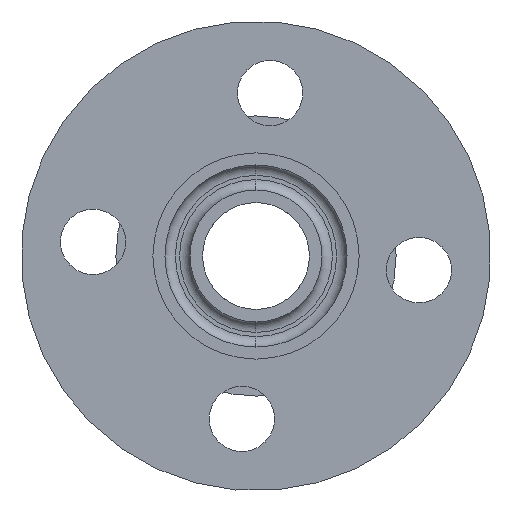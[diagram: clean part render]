
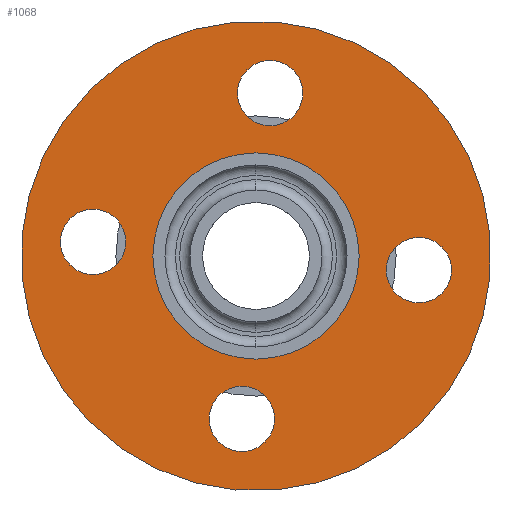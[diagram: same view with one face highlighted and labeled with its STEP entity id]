
A CAD part, left-side view. The second image highlights one B-rep face of the part: STEP entity #1068.
In plain terms, the highlighted planar face has unit normal (-1, 0, 0).
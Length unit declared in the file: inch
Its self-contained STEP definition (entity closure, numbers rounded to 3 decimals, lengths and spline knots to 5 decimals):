
#2 = DIRECTION ( 'NONE',  ( 1., 0., 0. ) ) ;
#16 = DIRECTION ( 'NONE',  ( 1., 0., 0. ) ) ;
#25 = AXIS2_PLACEMENT_3D ( 'NONE', #1109, #36, #921 ) ;
#27 = VERTEX_POINT ( 'NONE', #1389 ) ;
#31 = ORIENTED_EDGE ( 'NONE', *, *, #821, .F. ) ;
#36 = DIRECTION ( 'NONE',  ( 1., 0., 0. ) ) ;
#66 = DIRECTION ( 'NONE',  ( 0., 0.086, -0.996 ) ) ;
#72 = VERTEX_POINT ( 'NONE', #663 ) ;
#86 = EDGE_CURVE ( 'NONE', #1510, #908, #752, .T. ) ;
#90 = EDGE_LOOP ( 'NONE', ( #123, #800 ) ) ;
#94 = FACE_BOUND ( 'NONE', #90, .T. ) ;
#110 = AXIS2_PLACEMENT_3D ( 'NONE', #1159, #894, #661 ) ;
#117 = ORIENTED_EDGE ( 'NONE', *, *, #685, .T. ) ;
#119 = CARTESIAN_POINT ( 'NONE',  ( -0.50375, 0., 0. ) ) ;
#123 = ORIENTED_EDGE ( 'NONE', *, *, #202, .T. ) ;
#130 = AXIS2_PLACEMENT_3D ( 'NONE', #939, #16, #146 ) ;
#143 = CIRCLE ( 'NONE', #448, 0.827 ) ;
#146 = DIRECTION ( 'NONE',  ( 0., 0.086, -0.996 ) ) ;
#151 = DIRECTION ( 'NONE',  ( 0., 0.996, 0.086 ) ) ;
#174 = CARTESIAN_POINT ( 'NONE',  ( -0.50375, 0.16192, -1.868 ) ) ;
#176 = FACE_BOUND ( 'NONE', #602, .T. ) ;
#181 = EDGE_CURVE ( 'NONE', #655, #72, #801, .T. ) ;
#199 = DIRECTION ( 'NONE',  ( 1., 0., 0. ) ) ;
#202 = EDGE_CURVE ( 'NONE', #1475, #862, #671, .T. ) ;
#207 = EDGE_CURVE ( 'NONE', #72, #655, #318, .T. ) ;
#225 = DIRECTION ( 'NONE',  ( 1., 0., 0. ) ) ;
#226 = PLANE ( 'NONE',  #1203 ) ;
#228 = AXIS2_PLACEMENT_3D ( 'NONE', #876, #475, #431 ) ;
#255 = DIRECTION ( 'NONE',  ( 1., 0., 0. ) ) ;
#256 = CARTESIAN_POINT ( 'NONE',  ( -0.50375, 0.07142, -0.82391 ) ) ;
#287 = CARTESIAN_POINT ( 'NONE',  ( -0.50375, 1.55666, 0.13494 ) ) ;
#291 = EDGE_LOOP ( 'NONE', ( #1432, #1458 ) ) ;
#293 = CARTESIAN_POINT ( 'NONE',  ( -0.50375, -1.52968, -0.44627 ) ) ;
#318 = CIRCLE ( 'NONE', #1048, 0.3125 ) ;
#343 = AXIS2_PLACEMENT_3D ( 'NONE', #1154, #1401, #1512 ) ;
#345 = EDGE_LOOP ( 'NONE', ( #1168, #481 ) ) ;
#346 = CIRCLE ( 'NONE', #228, 0.3125 ) ;
#405 = EDGE_CURVE ( 'NONE', #862, #1475, #346, .T. ) ;
#431 = DIRECTION ( 'NONE',  ( 0., -0.996, -0.086 ) ) ;
#445 = DIRECTION ( 'NONE',  ( 0., 0.086, -0.996 ) ) ;
#448 = AXIS2_PLACEMENT_3D ( 'NONE', #119, #199, #445 ) ;
#457 = CIRCLE ( 'NONE', #343, 2.244 ) ;
#475 = DIRECTION ( 'NONE',  ( 1., 0., 0. ) ) ;
#481 = ORIENTED_EDGE ( 'NONE', *, *, #1134, .T. ) ;
#486 = ORIENTED_EDGE ( 'NONE', *, *, #1267, .F. ) ;
#522 = CARTESIAN_POINT ( 'NONE',  ( -0.50375, -0.13494, 1.55666 ) ) ;
#527 = EDGE_LOOP ( 'NONE', ( #928, #1529 ) ) ;
#551 = DIRECTION ( 'NONE',  ( 1., 0., 0. ) ) ;
#559 = VERTEX_POINT ( 'NONE', #1482 ) ;
#578 = DIRECTION ( 'NONE',  ( 0., 0.996, 0.086 ) ) ;
#580 = CARTESIAN_POINT ( 'NONE',  ( -0.50375, -0.16192, 1.868 ) ) ;
#585 = CIRCLE ( 'NONE', #1272, 0.3125 ) ;
#592 = ORIENTED_EDGE ( 'NONE', *, *, #1489, .T. ) ;
#595 = VERTEX_POINT ( 'NONE', #256 ) ;
#602 = EDGE_LOOP ( 'NONE', ( #592, #117 ) ) ;
#607 = VERTEX_POINT ( 'NONE', #580 ) ;
#621 = CARTESIAN_POINT ( 'NONE',  ( -0.50375, 0.19379, -2.23562 ) ) ;
#655 = VERTEX_POINT ( 'NONE', #1200 ) ;
#661 = DIRECTION ( 'NONE',  ( 0., 0.086, -0.996 ) ) ;
#663 = CARTESIAN_POINT ( 'NONE',  ( -0.50375, 1.52968, 0.44627 ) ) ;
#667 = CIRCLE ( 'NONE', #1078, 0.3125 ) ;
#671 = CIRCLE ( 'NONE', #25, 0.3125 ) ;
#674 = VERTEX_POINT ( 'NONE', #943 ) ;
#676 = EDGE_LOOP ( 'NONE', ( #486, #31 ) ) ;
#685 = EDGE_CURVE ( 'NONE', #559, #595, #1273, .T. ) ;
#752 = CIRCLE ( 'NONE', #110, 0.3125 ) ;
#760 = CARTESIAN_POINT ( 'NONE',  ( -0.50375, 0.10795, -1.24533 ) ) ;
#800 = ORIENTED_EDGE ( 'NONE', *, *, #405, .T. ) ;
#801 = CIRCLE ( 'NONE', #1477, 0.3125 ) ;
#821 = EDGE_CURVE ( 'NONE', #891, #674, #457, .T. ) ;
#862 = VERTEX_POINT ( 'NONE', #1270 ) ;
#876 = CARTESIAN_POINT ( 'NONE',  ( -0.50375, -1.55666, -0.13494 ) ) ;
#891 = VERTEX_POINT ( 'NONE', #621 ) ;
#894 = DIRECTION ( 'NONE',  ( 1., 0., 0. ) ) ;
#907 = DIRECTION ( 'NONE',  ( 0., 0.086, -0.996 ) ) ;
#908 = VERTEX_POINT ( 'NONE', #174 ) ;
#921 = DIRECTION ( 'NONE',  ( 0., -0.996, -0.086 ) ) ;
#928 = ORIENTED_EDGE ( 'NONE', *, *, #181, .T. ) ;
#939 = CARTESIAN_POINT ( 'NONE',  ( -0.50375, 0., 0. ) ) ;
#943 = CARTESIAN_POINT ( 'NONE',  ( -0.50375, -0.19379, 2.23562 ) ) ;
#959 = AXIS2_PLACEMENT_3D ( 'NONE', #522, #551, #984 ) ;
#984 = DIRECTION ( 'NONE',  ( 0., -0.086, 0.996 ) ) ;
#1005 = CARTESIAN_POINT ( 'NONE',  ( -0.50375, 1.55666, 0.13494 ) ) ;
#1010 = CARTESIAN_POINT ( 'NONE',  ( -0.50375, 0.13494, -1.55666 ) ) ;
#1048 = AXIS2_PLACEMENT_3D ( 'NONE', #1005, #225, #578 ) ;
#1059 = AXIS2_PLACEMENT_3D ( 'NONE', #1447, #2, #66 ) ;
#1066 = EDGE_CURVE ( 'NONE', #27, #607, #585, .T. ) ;
#1068 = ADVANCED_FACE ( 'NONE', ( #94, #1471, #1501, #1131, #176, #1286 ), #226, .F. ) ;
#1072 = EDGE_CURVE ( 'NONE', #908, #1510, #667, .T. ) ;
#1078 = AXIS2_PLACEMENT_3D ( 'NONE', #1010, #1221, #1319 ) ;
#1095 = DIRECTION ( 'NONE',  ( 0., -0.086, 0.996 ) ) ;
#1109 = CARTESIAN_POINT ( 'NONE',  ( -0.50375, -1.55666, -0.13494 ) ) ;
#1116 = CIRCLE ( 'NONE', #959, 0.3125 ) ;
#1131 = FACE_BOUND ( 'NONE', #291, .T. ) ;
#1134 = EDGE_CURVE ( 'NONE', #607, #27, #1116, .T. ) ;
#1153 = DIRECTION ( 'NONE',  ( 1., 0., 0. ) ) ;
#1154 = CARTESIAN_POINT ( 'NONE',  ( -0.50375, 0., 0. ) ) ;
#1159 = CARTESIAN_POINT ( 'NONE',  ( -0.50375, 0.13494, -1.55666 ) ) ;
#1168 = ORIENTED_EDGE ( 'NONE', *, *, #1066, .T. ) ;
#1200 = CARTESIAN_POINT ( 'NONE',  ( -0.50375, 1.58365, -0.1764 ) ) ;
#1203 = AXIS2_PLACEMENT_3D ( 'NONE', #1464, #1326, #907 ) ;
#1221 = DIRECTION ( 'NONE',  ( 1., 0., 0. ) ) ;
#1267 = EDGE_CURVE ( 'NONE', #674, #891, #1382, .T. ) ;
#1270 = CARTESIAN_POINT ( 'NONE',  ( -0.50375, -1.58365, 0.1764 ) ) ;
#1272 = AXIS2_PLACEMENT_3D ( 'NONE', #1365, #1153, #1095 ) ;
#1273 = CIRCLE ( 'NONE', #1059, 0.827 ) ;
#1286 = FACE_OUTER_BOUND ( 'NONE', #676, .T. ) ;
#1319 = DIRECTION ( 'NONE',  ( 0., 0.086, -0.996 ) ) ;
#1326 = DIRECTION ( 'NONE',  ( 1., 0., 0. ) ) ;
#1365 = CARTESIAN_POINT ( 'NONE',  ( -0.50375, -0.13494, 1.55666 ) ) ;
#1382 = CIRCLE ( 'NONE', #130, 2.244 ) ;
#1389 = CARTESIAN_POINT ( 'NONE',  ( -0.50375, -0.10795, 1.24533 ) ) ;
#1401 = DIRECTION ( 'NONE',  ( 1., 0., 0. ) ) ;
#1432 = ORIENTED_EDGE ( 'NONE', *, *, #1072, .T. ) ;
#1447 = CARTESIAN_POINT ( 'NONE',  ( -0.50375, 0., 0. ) ) ;
#1458 = ORIENTED_EDGE ( 'NONE', *, *, #86, .T. ) ;
#1464 = CARTESIAN_POINT ( 'NONE',  ( -0.50375, 0., 0. ) ) ;
#1471 = FACE_BOUND ( 'NONE', #345, .T. ) ;
#1475 = VERTEX_POINT ( 'NONE', #293 ) ;
#1477 = AXIS2_PLACEMENT_3D ( 'NONE', #287, #255, #151 ) ;
#1482 = CARTESIAN_POINT ( 'NONE',  ( -0.50375, -0.07142, 0.82391 ) ) ;
#1489 = EDGE_CURVE ( 'NONE', #595, #559, #143, .T. ) ;
#1501 = FACE_BOUND ( 'NONE', #527, .T. ) ;
#1510 = VERTEX_POINT ( 'NONE', #760 ) ;
#1512 = DIRECTION ( 'NONE',  ( 0., 0.086, -0.996 ) ) ;
#1529 = ORIENTED_EDGE ( 'NONE', *, *, #207, .T. ) ;
